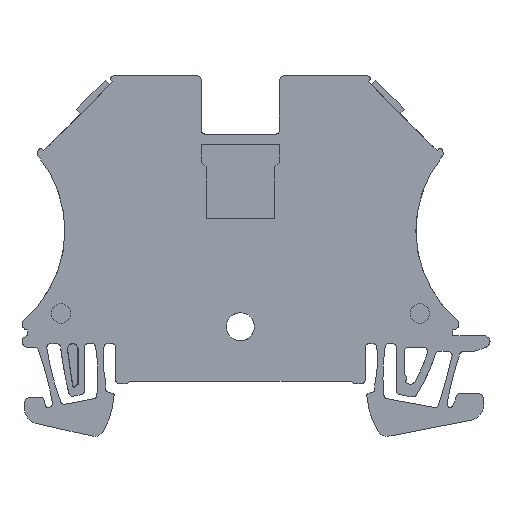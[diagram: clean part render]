
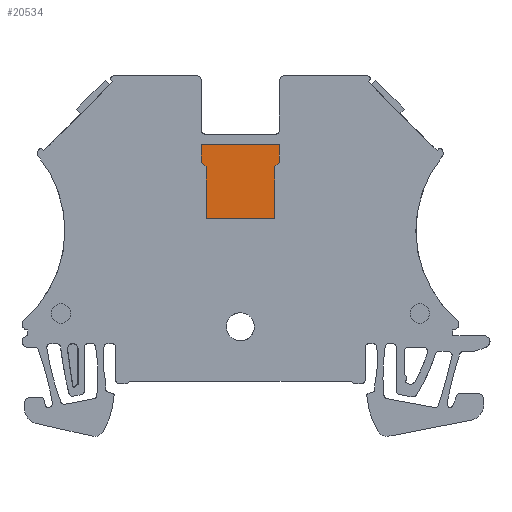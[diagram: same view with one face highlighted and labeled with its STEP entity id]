
A CAD part, left-side view. The second image highlights one B-rep face of the part: STEP entity #20534.
In plain terms, the highlighted planar face has unit normal (-1, 0, 0).
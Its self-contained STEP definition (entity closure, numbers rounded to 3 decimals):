
#20522=AXIS2_PLACEMENT_3D('Plane Axis2P3D',#20519,#20520,#20521) ;
#16433=CARTESIAN_POINT('Vertex',(0.03,27.6,27.95)) ;
#16440=CARTESIAN_POINT('Vertex',(0.03,27.6,34.55)) ;
#16443=CARTESIAN_POINT('Line Origine',(0.03,27.6,31.25)) ;
#16460=CARTESIAN_POINT('Line Origine',(0.03,32.,27.95)) ;
#16464=CARTESIAN_POINT('Vertex',(0.03,36.4,27.95)) ;
#16484=CARTESIAN_POINT('Line Origine',(0.03,36.4,31.25)) ;
#16488=CARTESIAN_POINT('Vertex',(0.03,36.4,34.55)) ;
#16512=CARTESIAN_POINT('Vertex',(0.03,37.,35.15)) ;
#16515=CARTESIAN_POINT('Line Origine',(0.03,36.7,34.85)) ;
#16527=CARTESIAN_POINT('Line Origine',(0.03,37.,36.275)) ;
#16531=CARTESIAN_POINT('Vertex',(0.03,37.,37.4)) ;
#16551=CARTESIAN_POINT('Line Origine',(0.03,32.,37.4)) ;
#16555=CARTESIAN_POINT('Vertex',(0.03,27.,37.4)) ;
#16570=CARTESIAN_POINT('Line Origine',(0.03,27.,36.275)) ;
#16574=CARTESIAN_POINT('Vertex',(0.03,27.,35.15)) ;
#16594=CARTESIAN_POINT('Line Origine',(0.03,27.3,34.85)) ;
#20519=CARTESIAN_POINT('Axis2P3D Location',(0.03,32.,6.75)) ;
#16444=DIRECTION('Vector Direction',(0.,0.,1.)) ;
#16461=DIRECTION('Vector Direction',(0.,1.,0.)) ;
#16485=DIRECTION('Vector Direction',(0.,0.,1.)) ;
#16516=DIRECTION('Vector Direction',(0.,0.707,0.707)) ;
#16528=DIRECTION('Vector Direction',(0.,0.,1.)) ;
#16552=DIRECTION('Vector Direction',(0.,1.,0.)) ;
#16571=DIRECTION('Vector Direction',(0.,0.,1.)) ;
#16595=DIRECTION('Vector Direction',(0.,0.707,-0.707)) ;
#20520=DIRECTION('Axis2P3D Direction',(1.,0.,0.)) ;
#20521=DIRECTION('Axis2P3D XDirection',(0.,1.,0.)) ;
#16445=VECTOR('Line Direction',#16444,1.) ;
#16462=VECTOR('Line Direction',#16461,1.) ;
#16486=VECTOR('Line Direction',#16485,1.) ;
#16517=VECTOR('Line Direction',#16516,1.) ;
#16529=VECTOR('Line Direction',#16528,1.) ;
#16553=VECTOR('Line Direction',#16552,1.) ;
#16572=VECTOR('Line Direction',#16571,1.) ;
#16596=VECTOR('Line Direction',#16595,1.) ;
#20525=ORIENTED_EDGE('',*,*,#16519,.F.) ;
#20526=ORIENTED_EDGE('',*,*,#16490,.F.) ;
#20527=ORIENTED_EDGE('',*,*,#16466,.F.) ;
#20528=ORIENTED_EDGE('',*,*,#16447,.T.) ;
#20529=ORIENTED_EDGE('',*,*,#16598,.F.) ;
#20530=ORIENTED_EDGE('',*,*,#16576,.F.) ;
#20531=ORIENTED_EDGE('',*,*,#16557,.F.) ;
#20532=ORIENTED_EDGE('',*,*,#16533,.F.) ;
#20534=ADVANCED_FACE('V2',(#20533),#20523,.F.) ;
#16447=EDGE_CURVE('',#16434,#16441,#16446,.T.) ;
#16466=EDGE_CURVE('',#16434,#16465,#16463,.T.) ;
#16490=EDGE_CURVE('',#16465,#16489,#16487,.T.) ;
#16519=EDGE_CURVE('',#16489,#16513,#16518,.T.) ;
#16533=EDGE_CURVE('',#16513,#16532,#16530,.T.) ;
#16557=EDGE_CURVE('',#16532,#16556,#16554,.F.) ;
#16576=EDGE_CURVE('',#16556,#16575,#16573,.F.) ;
#16598=EDGE_CURVE('',#16575,#16441,#16597,.T.) ;
#20524=EDGE_LOOP('',(#20525,#20526,#20527,#20528,#20529,#20530,#20531,#20532)) ;
#20533=FACE_OUTER_BOUND('',#20524,.T.) ;
#16446=LINE('Line',#16443,#16445) ;
#16463=LINE('Line',#16460,#16462) ;
#16487=LINE('Line',#16484,#16486) ;
#16518=LINE('Line',#16515,#16517) ;
#16530=LINE('Line',#16527,#16529) ;
#16554=LINE('Line',#16551,#16553) ;
#16573=LINE('Line',#16570,#16572) ;
#16597=LINE('Line',#16594,#16596) ;
#20523=PLANE('',#20522) ;
#16434=VERTEX_POINT('',#16433) ;
#16441=VERTEX_POINT('',#16440) ;
#16465=VERTEX_POINT('',#16464) ;
#16489=VERTEX_POINT('',#16488) ;
#16513=VERTEX_POINT('',#16512) ;
#16532=VERTEX_POINT('',#16531) ;
#16556=VERTEX_POINT('',#16555) ;
#16575=VERTEX_POINT('',#16574) ;
